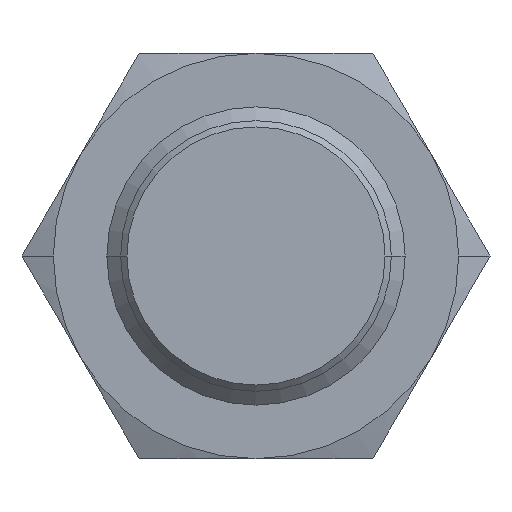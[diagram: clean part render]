
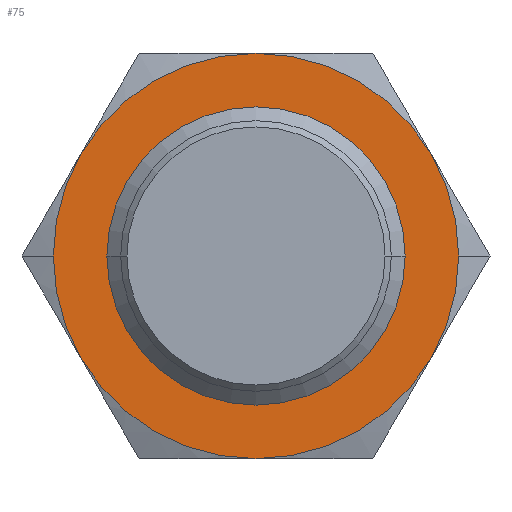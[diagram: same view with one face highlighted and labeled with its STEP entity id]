
A CAD part, front view. The second image highlights one B-rep face of the part: STEP entity #75.
In plain terms, the highlighted planar face has unit normal (0, -1, 0).
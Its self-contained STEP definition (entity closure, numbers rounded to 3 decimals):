
#75=ADVANCED_FACE('',(#148,#149),#150,.F.);
#148=FACE_OUTER_BOUND('',#235,.T.);
#149=FACE_BOUND('',#236,.T.);
#150=PLANE('',#237);
#235=EDGE_LOOP('',(#475,#476));
#236=EDGE_LOOP('',(#477,#478));
#237=AXIS2_PLACEMENT_3D('',#479,#480,#481);
#475=ORIENTED_EDGE('',*,*,#631,.F.);
#476=ORIENTED_EDGE('',*,*,#640,.T.);
#477=ORIENTED_EDGE('',*,*,#641,.F.);
#478=ORIENTED_EDGE('',*,*,#642,.T.);
#479=CARTESIAN_POINT('',(0.0,-1.5,0.0));
#480=DIRECTION('',(0.0,1.0,0.0));
#481=DIRECTION('',(1.0,0.0,-0.0));
#631=EDGE_CURVE('',#758,#760,#761,.T.);
#640=EDGE_CURVE('',#758,#760,#770,.T.);
#641=EDGE_CURVE('',#771,#772,#773,.T.);
#642=EDGE_CURVE('',#771,#772,#774,.T.);
#758=VERTEX_POINT('',#1058);
#760=VERTEX_POINT('',#1061);
#761=CIRCLE('',#1062,7.0);
#770=CIRCLE('',#1090,7.0);
#771=VERTEX_POINT('',#1091);
#772=VERTEX_POINT('',#1092);
#773=CIRCLE('',#1093,5.15);
#774=CIRCLE('',#1094,5.15);
#1058=CARTESIAN_POINT('',(-7.0,-1.5,0.0));
#1061=CARTESIAN_POINT('',(7.0,-1.5,0.0));
#1062=AXIS2_PLACEMENT_3D('',#1225,#1226,#1227);
#1090=AXIS2_PLACEMENT_3D('',#1236,#1237,#1238);
#1091=CARTESIAN_POINT('',(-5.15,-1.5,0.0));
#1092=CARTESIAN_POINT('',(5.15,-1.5,0.0));
#1093=AXIS2_PLACEMENT_3D('',#1239,#1240,#1241);
#1094=AXIS2_PLACEMENT_3D('',#1242,#1243,#1244);
#1225=CARTESIAN_POINT('',(0.0,-1.5,0.0));
#1226=DIRECTION('',(0.0,1.0,0.0));
#1227=DIRECTION('',(-1.0,0.0,0.0));
#1236=CARTESIAN_POINT('',(0.0,-1.5,0.0));
#1237=DIRECTION('',(0.0,-1.0,0.0));
#1238=DIRECTION('',(-1.0,0.0,0.0));
#1239=CARTESIAN_POINT('',(0.0,-1.5,0.0));
#1240=DIRECTION('',(0.0,-1.0,0.0));
#1241=DIRECTION('',(-1.0,0.0,0.0));
#1242=CARTESIAN_POINT('',(0.0,-1.5,0.0));
#1243=DIRECTION('',(0.0,1.0,0.0));
#1244=DIRECTION('',(-1.0,0.0,0.0));
